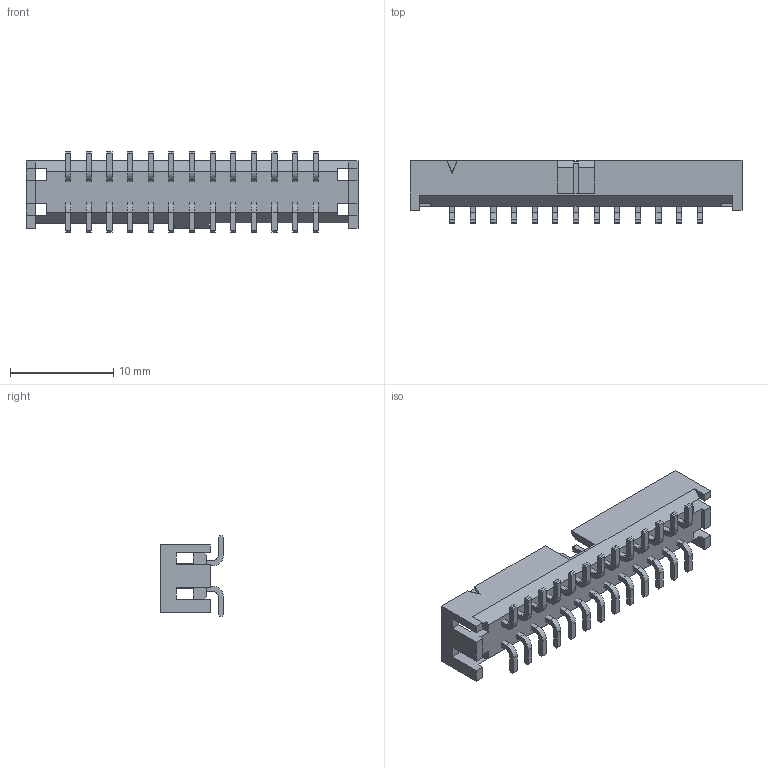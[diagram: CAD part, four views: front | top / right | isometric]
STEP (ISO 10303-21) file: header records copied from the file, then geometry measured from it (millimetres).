
FILE_DESCRIPTION(/* description */ ('STEP AP214'),/* implementation_level */ '2;1');
FILE_NAME(/* name */ 'STMM-113-02-L-D-SM',/* time_stamp */ '2025-09-02T13:21:07+02:00',/* author */ ('License CC BY-ND 4.0'),/* organization */ ('CADENAS'),/* preprocessor_version */ 'ST-DEVELOPER v19.3',/* originating_system */ 'PARTsolutions',/* authorisation */ ' ');
FILE_SCHEMA (('AUTOMOTIVE_DESIGN {1 0 10303 214 3 1 1}'));
Length unit declared in the file: inch
Products named in the file (5): STMM-113-02-L-D-SM; STMM-113-02-D-SM_header; STMM-First_Position_Indicator; T-1S13-13-02-DL-SMstmm; T-1S13-13-02-DL-SM2stmm
Assembly tree (4 placements, depth 2):
  STMM-113-02-L-D-SM
    STMM-113-02-D-SM_header
    STMM-First_Position_Indicator
    T-1S13-13-02-DL-SMstmm
    T-1S13-13-02-DL-SM2stmm
Bounding box: 32.16 x 6.1 x 7.8 mm (x, y, z)
Volume: 458.3 mm3; surface area: 1627.3 mm2
Topology: 4 solids, 4 shells, 508 faces, 1454 edges, 968 vertices
Faces by surface type: plane 456, cylinder 52
Entity records: 16478 total; most frequent: CARTESIAN_POINT 2935, ORIENTED_EDGE 2908, DIRECTION 2584, EDGE_CURVE 1454, LINE 1350, VECTOR 1350, VERTEX_POINT 968, AXIS2_PLACEMENT_3D 617
